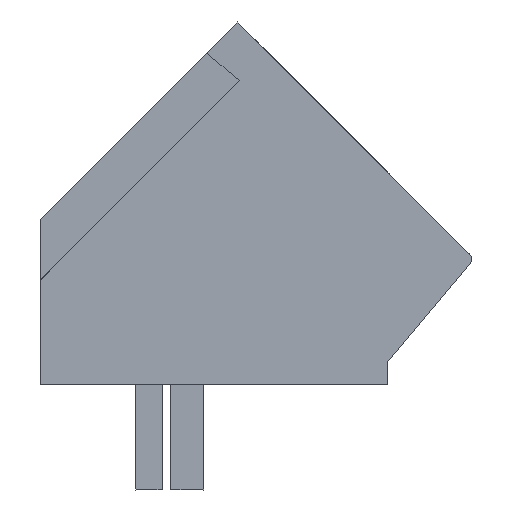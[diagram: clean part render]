
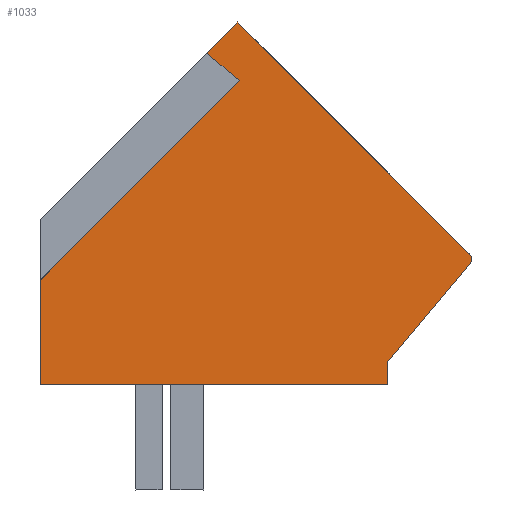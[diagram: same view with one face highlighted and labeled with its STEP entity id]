
A CAD part, left-side view. The second image highlights one B-rep face of the part: STEP entity #1033.
In plain terms, the highlighted planar face has unit normal (-1, 0, 0).
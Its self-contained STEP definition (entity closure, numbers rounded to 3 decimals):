
#989=AXIS2_PLACEMENT_3D('Plane Axis2P3D',#986,#987,#988) ;
#1019=AXIS2_PLACEMENT_3D('Circle Axis2P3D',#1017,#1018,$) ;
#172=CARTESIAN_POINT('Vertex',(0.,8.05,13.259)) ;
#175=CARTESIAN_POINT('Line Origine',(0.,7.58,13.73)) ;
#179=CARTESIAN_POINT('Vertex',(0.,7.11,14.2)) ;
#293=CARTESIAN_POINT('Line Origine',(0.,7.823,3.2)) ;
#297=CARTESIAN_POINT('Vertex',(0.,13.1,3.2)) ;
#299=CARTESIAN_POINT('Vertex',(0.,2.546,3.2)) ;
#784=CARTESIAN_POINT('Vertex',(0.,13.1,6.371)) ;
#787=CARTESIAN_POINT('Line Origine',(0.,10.075,9.396)) ;
#791=CARTESIAN_POINT('Vertex',(0.,7.051,12.421)) ;
#818=CARTESIAN_POINT('Line Origine',(0.,7.551,12.84)) ;
#986=CARTESIAN_POINT('Axis2P3D Location',(0.,13.1,0.)) ;
#991=CARTESIAN_POINT('Line Origine',(0.,3.584,10.674)) ;
#995=CARTESIAN_POINT('Vertex',(0.,0.059,7.149)) ;
#998=CARTESIAN_POINT('Line Origine',(0.,13.1,4.786)) ;
#1003=CARTESIAN_POINT('Line Origine',(0.,2.546,3.55)) ;
#1007=CARTESIAN_POINT('Vertex',(0.,2.546,3.9)) ;
#1010=CARTESIAN_POINT('Line Origine',(0.,1.297,5.389)) ;
#1014=CARTESIAN_POINT('Vertex',(0.,0.047,6.879)) ;
#1017=CARTESIAN_POINT('Axis2P3D Location',(0.,0.2,7.007)) ;
#176=DIRECTION('Vector Direction',(0.,0.707,-0.707)) ;
#294=DIRECTION('Vector Direction',(0.,-1.,0.)) ;
#788=DIRECTION('Vector Direction',(0.,0.707,-0.707)) ;
#819=DIRECTION('Vector Direction',(0.,-0.766,-0.643)) ;
#987=DIRECTION('Axis2P3D Direction',(-1.,0.,0.)) ;
#988=DIRECTION('Axis2P3D XDirection',(0.,-1.,0.)) ;
#992=DIRECTION('Vector Direction',(0.,0.707,0.707)) ;
#999=DIRECTION('Vector Direction',(0.,0.,-1.)) ;
#1004=DIRECTION('Vector Direction',(0.,0.,1.)) ;
#1011=DIRECTION('Vector Direction',(0.,-0.643,0.766)) ;
#1018=DIRECTION('Axis2P3D Direction',(-1.,0.,0.)) ;
#177=VECTOR('Line Direction',#176,1.) ;
#295=VECTOR('Line Direction',#294,1.) ;
#789=VECTOR('Line Direction',#788,1.) ;
#820=VECTOR('Line Direction',#819,1.) ;
#993=VECTOR('Line Direction',#992,1.) ;
#1000=VECTOR('Line Direction',#999,1.) ;
#1005=VECTOR('Line Direction',#1004,1.) ;
#1012=VECTOR('Line Direction',#1011,1.) ;
#1023=ORIENTED_EDGE('',*,*,#997,.T.) ;
#1024=ORIENTED_EDGE('',*,*,#181,.T.) ;
#1025=ORIENTED_EDGE('',*,*,#822,.T.) ;
#1026=ORIENTED_EDGE('',*,*,#793,.T.) ;
#1027=ORIENTED_EDGE('',*,*,#1002,.T.) ;
#1028=ORIENTED_EDGE('',*,*,#301,.T.) ;
#1029=ORIENTED_EDGE('',*,*,#1009,.T.) ;
#1030=ORIENTED_EDGE('',*,*,#1016,.T.) ;
#1031=ORIENTED_EDGE('',*,*,#1021,.F.) ;
#1033=ADVANCED_FACE('HOUSING',(#1032),#990,.T.) ;
#1020=CIRCLE('generated circle',#1019,0.2) ;
#181=EDGE_CURVE('',#180,#173,#178,.T.) ;
#301=EDGE_CURVE('',#298,#300,#296,.T.) ;
#793=EDGE_CURVE('',#792,#785,#790,.T.) ;
#822=EDGE_CURVE('',#173,#792,#821,.T.) ;
#997=EDGE_CURVE('',#996,#180,#994,.T.) ;
#1002=EDGE_CURVE('',#785,#298,#1001,.T.) ;
#1009=EDGE_CURVE('',#300,#1008,#1006,.T.) ;
#1016=EDGE_CURVE('',#1008,#1015,#1013,.T.) ;
#1021=EDGE_CURVE('',#996,#1015,#1020,.F.) ;
#1022=EDGE_LOOP('',(#1023,#1024,#1025,#1026,#1027,#1028,#1029,#1030,#1031)) ;
#1032=FACE_OUTER_BOUND('',#1022,.T.) ;
#178=LINE('Line',#175,#177) ;
#296=LINE('Line',#293,#295) ;
#790=LINE('Line',#787,#789) ;
#821=LINE('Line',#818,#820) ;
#994=LINE('Line',#991,#993) ;
#1001=LINE('Line',#998,#1000) ;
#1006=LINE('Line',#1003,#1005) ;
#1013=LINE('Line',#1010,#1012) ;
#990=PLANE('',#989) ;
#173=VERTEX_POINT('',#172) ;
#180=VERTEX_POINT('',#179) ;
#298=VERTEX_POINT('',#297) ;
#300=VERTEX_POINT('',#299) ;
#785=VERTEX_POINT('',#784) ;
#792=VERTEX_POINT('',#791) ;
#996=VERTEX_POINT('',#995) ;
#1008=VERTEX_POINT('',#1007) ;
#1015=VERTEX_POINT('',#1014) ;
